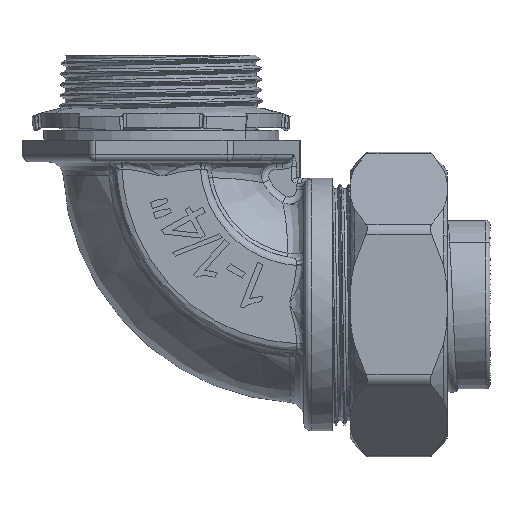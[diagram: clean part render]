
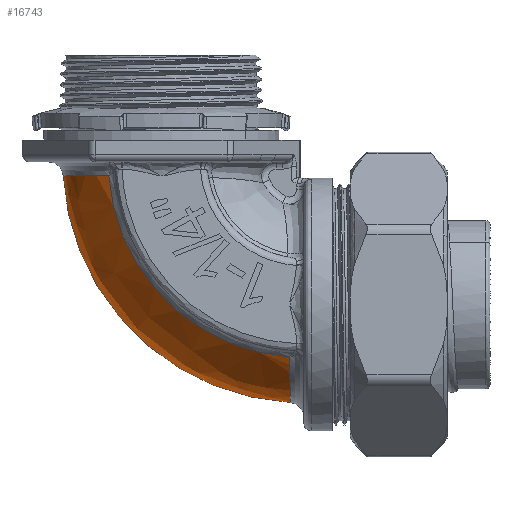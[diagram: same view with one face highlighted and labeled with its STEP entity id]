
A CAD part, left-side view. The second image highlights one B-rep face of the part: STEP entity #16743.
In plain terms, the highlighted free-form (B-spline) face has degree [3, 3] with [4, 4] control points.
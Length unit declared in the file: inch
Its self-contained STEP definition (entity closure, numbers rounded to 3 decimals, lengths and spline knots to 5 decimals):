
#53 = CARTESIAN_POINT ( 'NONE',  ( -2.46075, 2.15319, 2.30981 ) ) ;
#145 = CARTESIAN_POINT ( 'NONE',  ( -2.5802, 0.41319, 0.64645 ) ) ;
#330 = CARTESIAN_POINT ( 'NONE',  ( -2.71646, 0.41408, 0.78888 ) ) ;
#621 = CARTESIAN_POINT ( 'NONE',  ( -2.07704, 2.25273, 2.32735 ) ) ;
#819 = CARTESIAN_POINT ( 'NONE',  ( -2.74901, 1.2357, 0.8793 ) ) ;
#1509 = CARTESIAN_POINT ( 'NONE',  ( -2.67639, 0.41375, 0.7388 ) ) ;
#3203 = AXIS2_PLACEMENT_3D ( 'NONE', #12699, #41830, #37381 ) ;
#3636 = CARTESIAN_POINT ( 'NONE',  ( -2.57817, 2.07517, 2.30938 ) ) ;
#4173 = CARTESIAN_POINT ( 'NONE',  ( -2.14566, 2.24959, 2.31029 ) ) ;
#4624 = CARTESIAN_POINT ( 'NONE',  ( -2.45987, 0.41277, 0.56891 ) ) ;
#4971 = ORIENTED_EDGE ( 'NONE', *, *, #6964, .T. ) ;
#5102 = CARTESIAN_POINT ( 'NONE',  ( -2.07704, 0.39523, 0.46985 ) ) ;
#5536 = CARTESIAN_POINT ( 'NONE',  ( -2.31045, 0.41243, 0.50503 ) ) ;
#6964 = EDGE_CURVE ( 'NONE', #10765, #52970, #44979, .T. ) ;
#7363 = CIRCLE ( 'NONE', #3203, 1.58555 ) ;
#8844 = CARTESIAN_POINT ( 'NONE',  ( -2.45418, 0.41275, 0.56581 ) ) ;
#9666 = CARTESIAN_POINT ( 'NONE',  ( -2.59937, 2.07152, 1.34855 ) ) ;
#10115 = ORIENTED_EDGE ( 'NONE', *, *, #39094, .T. ) ;
#10340 = FACE_OUTER_BOUND ( 'NONE', #24916, .T. ) ;
#10765 = VERTEX_POINT ( 'NONE', #30410 ) ;
#11877 = CARTESIAN_POINT ( 'NONE',  ( -2.49918, 2.13066, 2.30969 ) ) ;
#12062 = CARTESIAN_POINT ( 'NONE',  ( -2.46229, 2.15233, 2.3098 ) ) ;
#12694 = CARTESIAN_POINT ( 'NONE',  ( -2.44796, 0.41274, 0.56248 ) ) ;
#12699 = CARTESIAN_POINT ( 'NONE',  ( -2.74901, 0.301, 2.42158 ) ) ;
#13520 = CARTESIAN_POINT ( 'NONE',  ( -2.74901, 1.84328, 1.48688 ) ) ;
#14399 = B_SPLINE_CURVE_WITH_KNOTS ( 'NONE', 3,
 ( #29372, #54087, #46319, #28835, #3636, #37464, #21081, #11877, #33079, #37804, #25311, #37291, #12062, #37108, #53, #41561, #16314, #45786, #20543, #4173, #54277, #54450 ),
 .UNSPECIFIED., .F., .F.,
 ( 4, 2, 2, 2, 1, 1, 1, 1, 2, 2, 2, 2, 4 ),
 ( 0., 0.12487, 0.1873, 0.21852, 0.23413, 0.24194, 0.24584, 0.24779, 0.24876, 0.24974, 0.37461, 0.43704, 0.49948 ),
 .UNSPECIFIED. ) ;
#14483 = CARTESIAN_POINT ( 'NONE',  ( -2.07704, 0.41228, 0.47075 ) ) ;
#16314 = CARTESIAN_POINT ( 'NONE',  ( -2.34265, 2.20914, 2.3101 ) ) ;
#16743 = ADVANCED_FACE ( 'NONE', ( #10340 ), #38140, .T. ) ;
#17722 = ORIENTED_EDGE ( 'NONE', *, *, #43886, .T. ) ;
#17929 = CARTESIAN_POINT ( 'NONE',  ( -2.74901, 0.37746, 0.83787 ) ) ;
#18415 = CARTESIAN_POINT ( 'NONE',  ( -2.45948, 0.41277, 0.5687 ) ) ;
#19050 = CARTESIAN_POINT ( 'NONE',  ( -2.74901, 1.88249, 2.30812 ) ) ;
#19103 = DIRECTION ( 'NONE',  ( -1., 0., 0. ) ) ;
#19665 = CARTESIAN_POINT ( 'NONE',  ( -2.07704, 0.301, 2.42158 ) ) ;
#20018 = AXIS2_PLACEMENT_3D ( 'NONE', #19665, #19103, #40128 ) ;
#20543 = CARTESIAN_POINT ( 'NONE',  ( -2.21288, 2.24088, 2.31026 ) ) ;
#20649 = CARTESIAN_POINT ( 'NONE',  ( -2.40249, 0.41262, 0.54018 ) ) ;
#20820 = CARTESIAN_POINT ( 'NONE',  ( -2.42451, 0.41267, 0.55059 ) ) ;
#21081 = CARTESIAN_POINT ( 'NONE',  ( -2.52165, 2.11625, 2.30961 ) ) ;
#21168 = CARTESIAN_POINT ( 'NONE',  ( -2.52405, 0.41296, 0.6042 ) ) ;
#21624 = CARTESIAN_POINT ( 'NONE',  ( -2.59937, 0.38877, 0.6035 ) ) ;
#22237 = CARTESIAN_POINT ( 'NONE',  ( -2.21371, 0.41231, 0.47975 ) ) ;
#22358 = CARTESIAN_POINT ( 'NONE',  ( -2.07704, 2.20167, 1.26967 ) ) ;
#24426 = VERTEX_POINT ( 'NONE', #48065 ) ;
#24916 = EDGE_LOOP ( 'NONE', ( #17722, #48354, #4971, #10115 ) ) ;
#24922 = VERTEX_POINT ( 'NONE', #19050 ) ;
#25311 = CARTESIAN_POINT ( 'NONE',  ( -2.46725, 2.14957, 2.30979 ) ) ;
#26268 = CARTESIAN_POINT ( 'NONE',  ( -2.14596, 0.41228, 0.47075 ) ) ;
#27679 = CARTESIAN_POINT ( 'NONE',  ( -2.38753, 0.41258, 0.53366 ) ) ;
#28835 = CARTESIAN_POINT ( 'NONE',  ( -2.60422, 2.05306, 2.30925 ) ) ;
#29372 = CARTESIAN_POINT ( 'NONE',  ( -2.74901, 1.88249, 2.30812 ) ) ;
#29470 = CARTESIAN_POINT ( 'NONE',  ( -2.74901, 0.41446, 0.84009 ) ) ;
#30286 = CARTESIAN_POINT ( 'NONE',  ( -2.07704, 1.45291, 0.52091 ) ) ;
#30410 = CARTESIAN_POINT ( 'NONE',  ( -2.07704, 0.41228, 0.47075 ) ) ;
#33079 = CARTESIAN_POINT ( 'NONE',  ( -2.48777, 2.13772, 2.30973 ) ) ;
#37108 = CARTESIAN_POINT ( 'NONE',  ( -2.4613, 2.15288, 2.30981 ) ) ;
#37291 = CARTESIAN_POINT ( 'NONE',  ( -2.46378, 2.15151, 2.3098 ) ) ;
#37381 = DIRECTION ( 'NONE',  ( 0., 0., 1. ) ) ;
#37464 = CARTESIAN_POINT ( 'NONE',  ( -2.53615, 2.10624, 2.30956 ) ) ;
#37804 = CARTESIAN_POINT ( 'NONE',  ( -2.47414, 2.14567, 2.30977 ) ) ;
#38140 =( BOUNDED_SURFACE ( )  B_SPLINE_SURFACE ( 3, 3, ( 
 ( #43207, #13520, #819, #17929 ),
 ( #51501, #9666, #47031, #21624 ),
 ( #38735, #51109, #38534, #51687 ),
 ( #621, #22358, #30286, #5102 ) ),
 .UNSPECIFIED., .F., .F., .T. ) 
 B_SPLINE_SURFACE_WITH_KNOTS ( ( 4, 4 ),
 ( 4, 4 ),
 ( 0., 1. ),
 ( 0., 1. ),
 .UNSPECIFIED. ) 
 GEOMETRIC_REPRESENTATION_ITEM ( )  RATIONAL_B_SPLINE_SURFACE ( (
 ( 1., 0.827, 0.827, 1.),
 ( 0.918, 0.759, 0.759, 0.918),
 ( 0.918, 0.759, 0.759, 0.918),
 ( 1., 0.827, 0.827, 1.) ) ) 
 REPRESENTATION_ITEM ( '' )  SURFACE ( )  );
#38534 = CARTESIAN_POINT ( 'NONE',  ( -2.35534, 1.45291, 0.52091 ) ) ;
#38546 = EDGE_CURVE ( 'NONE', #24426, #10765, #52913, .T. ) ;
#38735 = CARTESIAN_POINT ( 'NONE',  ( -2.35534, 2.25273, 2.32735 ) ) ;
#39094 = EDGE_CURVE ( 'NONE', #52970, #24922, #7363, .T. ) ;
#40128 = DIRECTION ( 'NONE',  ( 0., 0., 1. ) ) ;
#41561 = CARTESIAN_POINT ( 'NONE',  ( -2.40387, 2.18445, 2.30997 ) ) ;
#41830 = DIRECTION ( 'NONE',  ( 1., 0., 0. ) ) ;
#42999 = CARTESIAN_POINT ( 'NONE',  ( -2.34189, 0.41249, 0.51542 ) ) ;
#43207 = CARTESIAN_POINT ( 'NONE',  ( -2.74901, 1.88471, 2.34512 ) ) ;
#43696 = CARTESIAN_POINT ( 'NONE',  ( -2.45728, 0.41276, 0.56749 ) ) ;
#43886 = EDGE_CURVE ( 'NONE', #24922, #24426, #14399, .T. ) ;
#44979 = B_SPLINE_CURVE_WITH_KNOTS ( 'NONE', 3,
 ( #14483, #26268, #22237, #5536, #42999, #27679, #20649, #20820, #48217, #12694, #8844, #43696, #46756, #18415, #4624, #21168, #145, #1509, #330, #29470 ),
 .UNSPECIFIED., .F., .F.,
 ( 4, 2, 2, 2, 1, 1, 1, 1, 2, 2, 2, 4 ),
 ( 0.49948, 0.62461, 0.68717, 0.71846, 0.7341, 0.74192, 0.74583, 0.74778, 0.74876, 0.74974, 0.87487, 1. ),
 .UNSPECIFIED. ) ;
#45786 = CARTESIAN_POINT ( 'NONE',  ( -2.24593, 2.23441, 2.31023 ) ) ;
#46319 = CARTESIAN_POINT ( 'NONE',  ( -2.67638, 1.98379, 2.30883 ) ) ;
#46756 = CARTESIAN_POINT ( 'NONE',  ( -2.4586, 0.41277, 0.56822 ) ) ;
#47031 = CARTESIAN_POINT ( 'NONE',  ( -2.59937, 1.37403, 0.65106 ) ) ;
#48065 = CARTESIAN_POINT ( 'NONE',  ( -2.07704, 2.25183, 2.3103 ) ) ;
#48217 = CARTESIAN_POINT ( 'NONE',  ( -2.43542, 0.4127, 0.55596 ) ) ;
#48354 = ORIENTED_EDGE ( 'NONE', *, *, #38546, .T. ) ;
#49742 = CARTESIAN_POINT ( 'NONE',  ( -2.74901, 0.41446, 0.84009 ) ) ;
#51109 = CARTESIAN_POINT ( 'NONE',  ( -2.35534, 2.20167, 1.26967 ) ) ;
#51501 = CARTESIAN_POINT ( 'NONE',  ( -2.59937, 2.11908, 2.33381 ) ) ;
#51687 = CARTESIAN_POINT ( 'NONE',  ( -2.35534, 0.39523, 0.46985 ) ) ;
#52913 = CIRCLE ( 'NONE', #20018, 1.954 ) ;
#52970 = VERTEX_POINT ( 'NONE', #49742 ) ;
#54087 = CARTESIAN_POINT ( 'NONE',  ( -2.71645, 1.9337, 2.3085 ) ) ;
#54277 = CARTESIAN_POINT ( 'NONE',  ( -2.11143, 2.25183, 2.3103 ) ) ;
#54450 = CARTESIAN_POINT ( 'NONE',  ( -2.07704, 2.25183, 2.3103 ) ) ;
